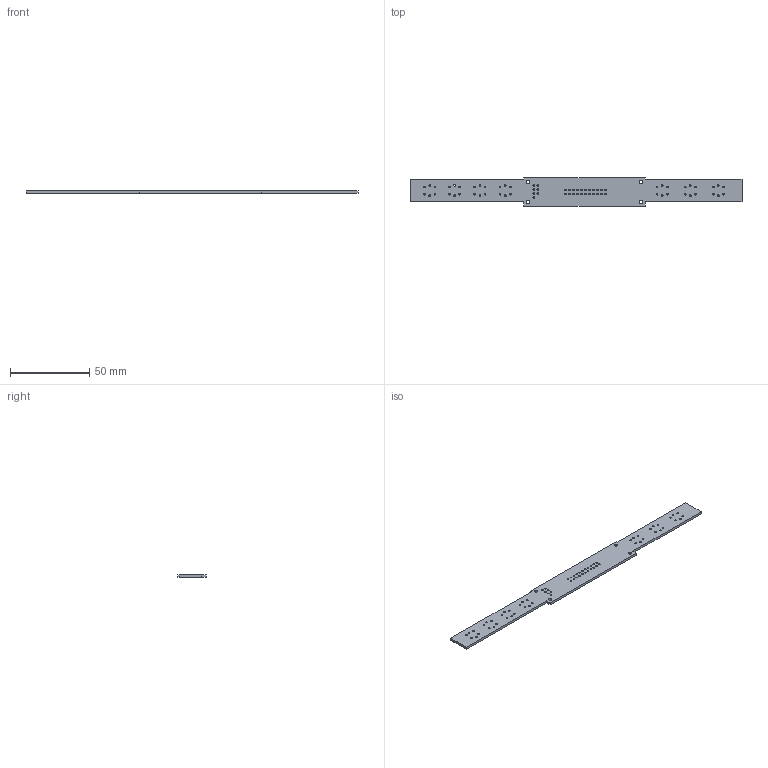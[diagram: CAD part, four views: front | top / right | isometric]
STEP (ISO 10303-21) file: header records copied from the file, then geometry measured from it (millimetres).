
FILE_DESCRIPTION(('KiCad electronic assembly'),'2;1');
FILE_NAME('d70-buddy.step','2022-03-20T16:46:33',('Pcbnew'),('Kicad'), 'Open CASCADE STEP processor 7.5','KiCad to STEP converter','Unknown' );
FILE_SCHEMA(('AUTOMOTIVE_DESIGN { 1 0 10303 214 1 1 1 1 }'));
Length unit declared in the file: millimetre
Products named in the file (2): d70-buddy 1; d70-buddy PCB
Assembly tree (1 placements, depth 2):
  d70-buddy 1
    d70-buddy PCB
Bounding box: 210 x 17.9 x 1.6 mm (x, y, z)
Volume: 5059.8 mm3; surface area: 7476.3 mm2
Topology: 1 solids, 1 shells, 89 faces, 261 edges, 174 vertices
Faces by surface type: cylinder 75, plane 14
Full cylindrical faces by diameter (mm): 1 x29, 1.1 x42, 2.2 x4
Entity records: 7235 total; most frequent: CARTESIAN_POINT 1948, DIRECTION 965, ORIENTED_EDGE 522, PCURVE 522, DEFINITIONAL_REPRESENTATION 522, LINE 483, VECTOR 483, EDGE_CURVE 261
